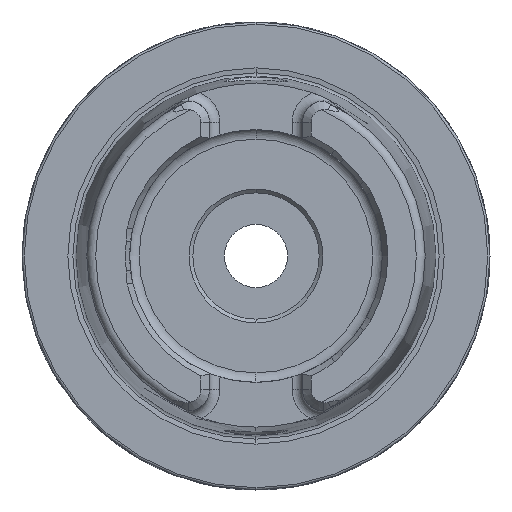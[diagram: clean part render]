
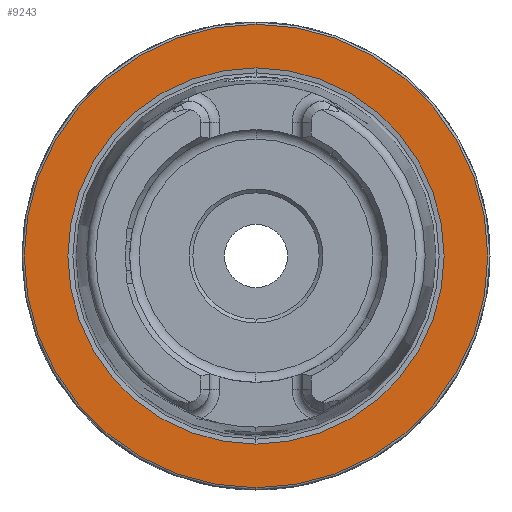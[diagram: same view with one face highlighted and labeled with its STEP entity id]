
A CAD part, left-side view. The second image highlights one B-rep face of the part: STEP entity #9243.
In plain terms, the highlighted planar face has unit normal (-1, 0, 0).
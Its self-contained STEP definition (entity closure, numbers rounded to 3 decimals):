
#92 = EDGE_CURVE ( 'NONE', #417, #402, #8065, .T. ) ;
#96 = EDGE_CURVE ( 'NONE', #431, #395, #8072, .T. ) ;
#395 = VERTEX_POINT ( 'NONE', #1595 ) ;
#402 = VERTEX_POINT ( 'NONE', #1606 ) ;
#417 = VERTEX_POINT ( 'NONE', #1634 ) ;
#431 = VERTEX_POINT ( 'NONE', #1658 ) ;
#1595 = CARTESIAN_POINT ( 'NONE',  ( 0., 0., -31.2 ) ) ;
#1606 = CARTESIAN_POINT ( 'NONE',  ( 0., 0., 25.324 ) ) ;
#1634 = CARTESIAN_POINT ( 'NONE',  ( 0., 0., -25.324 ) ) ;
#1658 = CARTESIAN_POINT ( 'NONE',  ( 0., 0., 31.2 ) ) ;
#1912 = AXIS2_PLACEMENT_3D ( 'NONE', #5647, #5652, #5653 ) ;
#2416 = CARTESIAN_POINT ( 'NONE',  ( 0., 0., 0. ) ) ;
#2417 = DIRECTION ( 'NONE',  ( -1., 0., 0. ) ) ;
#2418 = DIRECTION ( 'NONE',  ( 0., 0., 1. ) ) ;
#2422 = CARTESIAN_POINT ( 'NONE',  ( 0., 0., 0. ) ) ;
#2423 = DIRECTION ( 'NONE',  ( -1., 0., 0. ) ) ;
#2424 = DIRECTION ( 'NONE',  ( 0., 0., 1. ) ) ;
#2566 = EDGE_CURVE ( 'NONE', #395, #431, #8270, .T. ) ;
#2569 = EDGE_CURVE ( 'NONE', #402, #417, #8272, .T. ) ;
#2800 = EDGE_LOOP ( 'NONE', ( #5386, #5387 ) ) ;
#2963 = AXIS2_PLACEMENT_3D ( 'NONE', #2416, #2417, #2418 ) ;
#2964 = AXIS2_PLACEMENT_3D ( 'NONE', #2422, #2423, #2424 ) ;
#3320 = FACE_OUTER_BOUND ( 'NONE', #2800, .T. ) ;
#3324 = FACE_BOUND ( 'NONE', #9652, .T. ) ;
#5264 = AXIS2_PLACEMENT_3D ( 'NONE', #6632, #6633, #6634 ) ;
#5267 = AXIS2_PLACEMENT_3D ( 'NONE', #6641, #6642, #6643 ) ;
#5383 = ORIENTED_EDGE ( 'NONE', *, *, #2569, .F. ) ;
#5384 = ORIENTED_EDGE ( 'NONE', *, *, #92, .F. ) ;
#5386 = ORIENTED_EDGE ( 'NONE', *, *, #96, .T. ) ;
#5387 = ORIENTED_EDGE ( 'NONE', *, *, #2566, .T. ) ;
#5647 = CARTESIAN_POINT ( 'NONE',  ( 0., 31.2, 0. ) ) ;
#5650 = PLANE ( 'NONE',  #1912 ) ;
#5652 = DIRECTION ( 'NONE',  ( 1., 0., 0. ) ) ;
#5653 = DIRECTION ( 'NONE',  ( 0., 0., -1. ) ) ;
#6632 = CARTESIAN_POINT ( 'NONE',  ( 0., 0., 0. ) ) ;
#6633 = DIRECTION ( 'NONE',  ( -1., 0., 0. ) ) ;
#6634 = DIRECTION ( 'NONE',  ( 0., 0., 1. ) ) ;
#6641 = CARTESIAN_POINT ( 'NONE',  ( 0., 0., 0. ) ) ;
#6642 = DIRECTION ( 'NONE',  ( -1., 0., 0. ) ) ;
#6643 = DIRECTION ( 'NONE',  ( 0., 0., 1. ) ) ;
#8065 = CIRCLE ( 'NONE', #5264, 25.324 ) ;
#8072 = CIRCLE ( 'NONE', #5267, 31.2 ) ;
#8270 = CIRCLE ( 'NONE', #2963, 31.2 ) ;
#8272 = CIRCLE ( 'NONE', #2964, 25.324 ) ;
#9243 = ADVANCED_FACE ( 'NONE', ( #3324, #3320 ), #5650, .F. ) ;
#9652 = EDGE_LOOP ( 'NONE', ( #5383, #5384 ) ) ;
